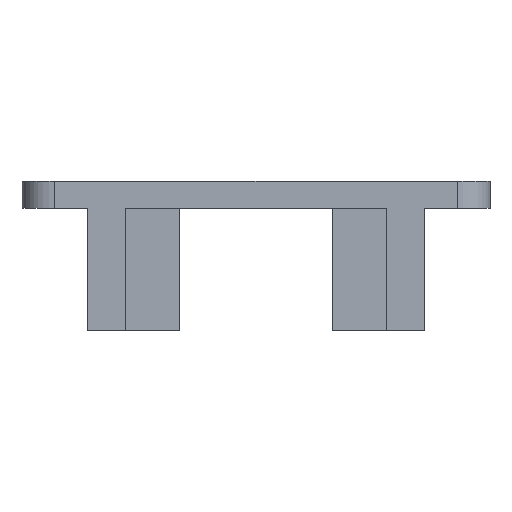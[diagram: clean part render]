
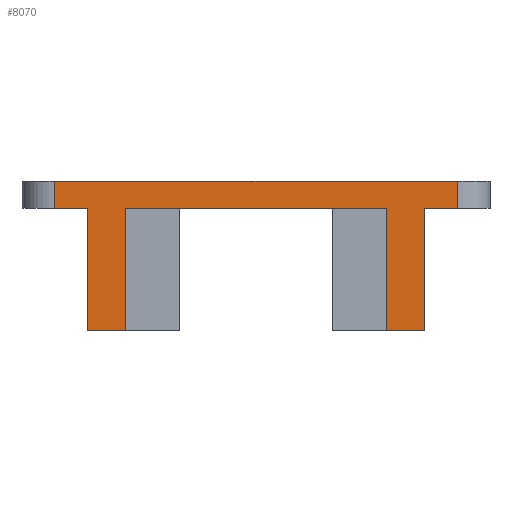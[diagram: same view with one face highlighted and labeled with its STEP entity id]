
A CAD part, front view. The second image highlights one B-rep face of the part: STEP entity #8070.
In plain terms, the highlighted planar face has unit normal (0, -1, 0).
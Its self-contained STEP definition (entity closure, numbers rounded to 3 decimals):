
#321=PLANE('',#9053);
#850=FACE_OUTER_BOUND('',#1441,.T.);
#1441=EDGE_LOOP('',(#7380,#7381,#7382,#7383,#7384,#7385,#7386,#7387,#7388,
#7389,#7390,#7391));
#1466=LINE('',#11734,#2066);
#1772=LINE('',#13493,#2372);
#1776=LINE('',#13501,#2376);
#1780=LINE('',#13509,#2380);
#1849=LINE('',#13814,#2449);
#1851=LINE('',#13818,#2451);
#1912=LINE('',#13962,#2512);
#1913=LINE('',#13965,#2513);
#1917=LINE('',#13972,#2517);
#2009=LINE('',#14189,#2609);
#2013=LINE('',#14195,#2613);
#2014=LINE('',#14199,#2614);
#2066=VECTOR('',#9181,10.);
#2372=VECTOR('',#10743,10.);
#2376=VECTOR('',#10747,10.);
#2380=VECTOR('',#10751,10.);
#2449=VECTOR('',#11008,10.);
#2451=VECTOR('',#11014,10.);
#2512=VECTOR('',#11223,10.);
#2513=VECTOR('',#11226,10.);
#2517=VECTOR('',#11234,10.);
#2609=VECTOR('',#11512,10.);
#2613=VECTOR('',#11520,10.);
#2614=VECTOR('',#11525,10.);
#3213=VERTEX_POINT('',#11731);
#3214=VERTEX_POINT('',#11733);
#3692=VERTEX_POINT('',#13490);
#3693=VERTEX_POINT('',#13492);
#3696=VERTEX_POINT('',#13498);
#3697=VERTEX_POINT('',#13500);
#3700=VERTEX_POINT('',#13506);
#3701=VERTEX_POINT('',#13508);
#3852=VERTEX_POINT('',#13960);
#3853=VERTEX_POINT('',#13964);
#3885=VERTEX_POINT('',#14186);
#3886=VERTEX_POINT('',#14188);
#3951=EDGE_CURVE('',#3213,#3214,#1466,.T.);
#4675=EDGE_CURVE('',#3693,#3692,#1772,.T.);
#4679=EDGE_CURVE('',#3697,#3696,#1776,.T.);
#4683=EDGE_CURVE('',#3701,#3700,#1780,.T.);
#4843=EDGE_CURVE('',#3214,#3692,#1849,.T.);
#4845=EDGE_CURVE('',#3701,#3213,#1851,.T.);
#4914=EDGE_CURVE('',#3700,#3852,#1912,.T.);
#4915=EDGE_CURVE('',#3697,#3853,#1913,.T.);
#4919=EDGE_CURVE('',#3853,#3852,#1917,.T.);
#5023=EDGE_CURVE('',#3885,#3886,#2009,.T.);
#5027=EDGE_CURVE('',#3693,#3885,#2013,.T.);
#5029=EDGE_CURVE('',#3696,#3886,#2014,.T.);
#7380=ORIENTED_EDGE('',*,*,#4843,.F.);
#7381=ORIENTED_EDGE('',*,*,#3951,.F.);
#7382=ORIENTED_EDGE('',*,*,#4845,.F.);
#7383=ORIENTED_EDGE('',*,*,#4683,.T.);
#7384=ORIENTED_EDGE('',*,*,#4914,.T.);
#7385=ORIENTED_EDGE('',*,*,#4919,.F.);
#7386=ORIENTED_EDGE('',*,*,#4915,.F.);
#7387=ORIENTED_EDGE('',*,*,#4679,.T.);
#7388=ORIENTED_EDGE('',*,*,#5029,.T.);
#7389=ORIENTED_EDGE('',*,*,#5023,.F.);
#7390=ORIENTED_EDGE('',*,*,#5027,.F.);
#7391=ORIENTED_EDGE('',*,*,#4675,.T.);
#8070=ADVANCED_FACE('',(#850),#321,.T.);
#9053=AXIS2_PLACEMENT_3D('',#14268,#11617,#11618);
#9181=DIRECTION('',(1.,0.,0.));
#10743=DIRECTION('',(1.,0.,0.));
#10747=DIRECTION('',(1.,0.,0.));
#10751=DIRECTION('',(1.,0.,0.));
#11008=DIRECTION('',(0.,0.,-1.));
#11014=DIRECTION('',(0.,0.,1.));
#11223=DIRECTION('',(0.,0.,-1.));
#11226=DIRECTION('',(0.,0.,-1.));
#11234=DIRECTION('',(-1.,0.,0.));
#11512=DIRECTION('',(-1.,0.,0.));
#11520=DIRECTION('',(0.,0.,-1.));
#11525=DIRECTION('',(0.,0.,-1.));
#11617=DIRECTION('center_axis',(0.,-1.,0.));
#11618=DIRECTION('ref_axis',(1.,0.,0.));
#11731=CARTESIAN_POINT('',(6.,0.,5.));
#11733=CARTESIAN_POINT('',(80.,0.,5.));
#11734=CARTESIAN_POINT('',(0.,0.,5.));
#13490=CARTESIAN_POINT('',(80.,0.,0.));
#13492=CARTESIAN_POINT('',(74.,0.,0.));
#13493=CARTESIAN_POINT('',(26.,0.,0.));
#13498=CARTESIAN_POINT('',(67.,0.,0.));
#13500=CARTESIAN_POINT('',(19.,0.,0.));
#13501=CARTESIAN_POINT('',(0.,0.,0.));
#13506=CARTESIAN_POINT('',(12.,0.,0.));
#13508=CARTESIAN_POINT('',(6.,0.,0.));
#13509=CARTESIAN_POINT('',(0.,0.,0.));
#13814=CARTESIAN_POINT('',(80.,0.,0.));
#13818=CARTESIAN_POINT('',(6.,0.,0.));
#13960=CARTESIAN_POINT('',(12.,0.,-22.5));
#13962=CARTESIAN_POINT('',(12.,0.,0.));
#13964=CARTESIAN_POINT('',(19.,0.,-22.5));
#13965=CARTESIAN_POINT('',(19.,0.,0.));
#13972=CARTESIAN_POINT('',(19.,0.,-22.5));
#14186=CARTESIAN_POINT('',(74.,0.,-22.5));
#14188=CARTESIAN_POINT('',(67.,0.,-22.5));
#14189=CARTESIAN_POINT('',(67.,0.,-22.5));
#14195=CARTESIAN_POINT('',(74.,0.,0.));
#14199=CARTESIAN_POINT('',(67.,0.,0.));
#14268=CARTESIAN_POINT('Origin',(26.,0.,0.));
